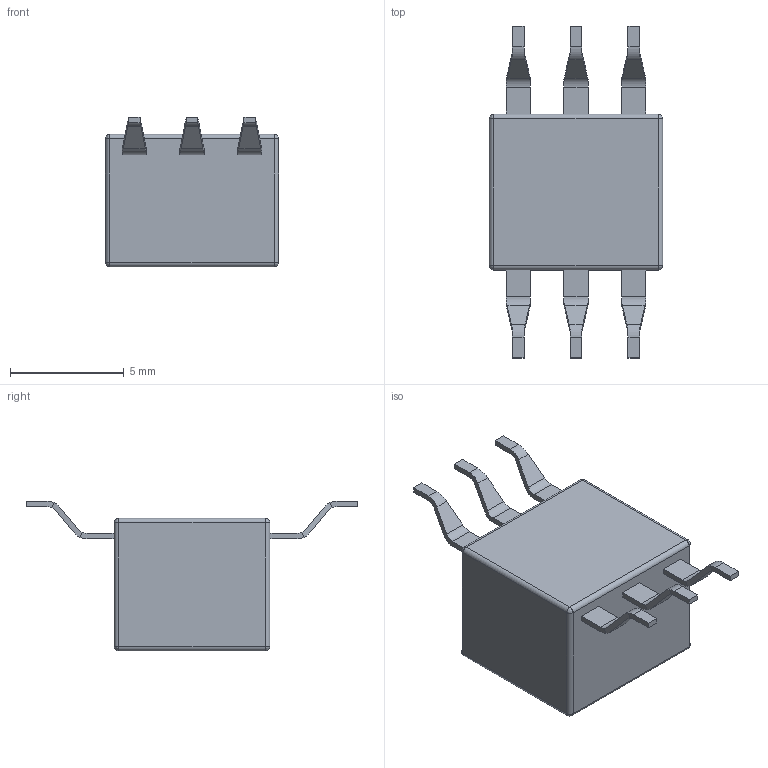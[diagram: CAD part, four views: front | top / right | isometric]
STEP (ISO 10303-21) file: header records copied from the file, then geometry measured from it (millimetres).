
FILE_DESCRIPTION (( 'STEP AP214' ), '1' );
FILE_NAME ('06A544DB-4F14-4E15-ACD7-33C026ACB838.STEP', '2025-06-05T09:28:11', ( '' ), ( '' ), 'SwSTEP 2.0', 'SolidWorks 2022', '' );
FILE_SCHEMA (( 'AUTOMOTIVE_DESIGN' ));
Length unit declared in the file: millimetre
Products named in the file (1): 06A544DB-4F14-4E15-ACD7-33C026ACB838
Bounding box: 7.62 x 14.61 x 6.6 mm (x, y, z)
Volume: 309.7 mm3; surface area: 327.9 mm2
Topology: 1 solids, 1 shells, 274 faces, 728 edges, 472 vertices
Faces by surface type: plane 195, bspline 41, cylinder 38
Entity records: 13541 total; most frequent: CARTESIAN_POINT 4092, ORIENTED_EDGE 1440, DIRECTION 1150, EDGE_CURVE 720, VECTOR 530, LINE 530, VERTEX_POINT 472, AXIS2_PLACEMENT_3D 310
